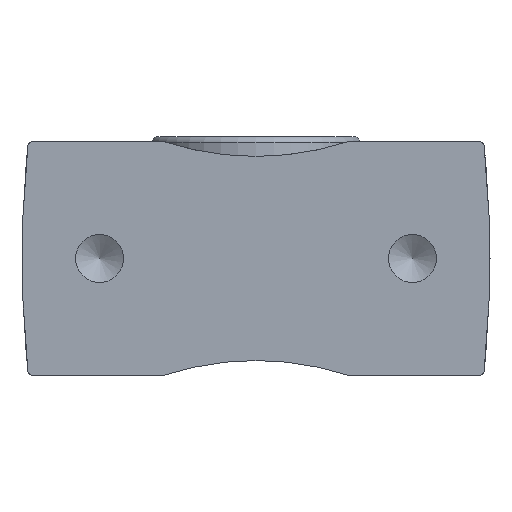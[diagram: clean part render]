
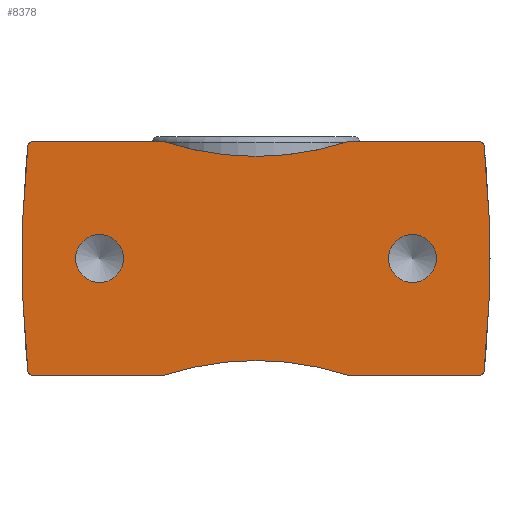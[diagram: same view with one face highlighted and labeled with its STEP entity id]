
A CAD part, front view. The second image highlights one B-rep face of the part: STEP entity #8378.
In plain terms, the highlighted face is planar.
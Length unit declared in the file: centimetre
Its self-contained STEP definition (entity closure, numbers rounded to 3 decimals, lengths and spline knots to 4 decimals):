
#3160=CARTESIAN_POINT('',(-0.3899,-2.54,0.));
#3161=VERTEX_POINT('',#3160);
#3171=CARTESIAN_POINT('',(0.3899,-2.54,0.));
#3172=VERTEX_POINT('',#3171);
#3173=CARTESIAN_POINT('',(0.,-2.54,0.));
#3174=DIRECTION('',(0.,0.,1.));
#3175=DIRECTION('',(1.,0.,-0.));
#3176=AXIS2_PLACEMENT_3D('',#3173,#3174,#3175);
#3177=CIRCLE('',#3176,0.3899);
#3178=EDGE_CURVE('',#3172,#3161,#3177,.T.);
#3180=CARTESIAN_POINT('',(0.,-2.54,0.));
#3181=DIRECTION('',(0.,0.,1.));
#3182=DIRECTION('',(1.,0.,-0.));
#3183=AXIS2_PLACEMENT_3D('',#3180,#3181,#3182);
#3184=CIRCLE('',#3183,0.3899);
#3185=EDGE_CURVE('',#3161,#3172,#3184,.T.);
#3230=CARTESIAN_POINT('',(-0.3899,2.54,0.));
#3231=VERTEX_POINT('',#3230);
#3241=CARTESIAN_POINT('',(0.3899,2.54,0.));
#3242=VERTEX_POINT('',#3241);
#3243=CARTESIAN_POINT('',(0.,2.54,0.));
#3244=DIRECTION('',(0.,0.,1.));
#3245=DIRECTION('',(1.,0.,-0.));
#3246=AXIS2_PLACEMENT_3D('',#3243,#3244,#3245);
#3247=CIRCLE('',#3246,0.3899);
#3248=EDGE_CURVE('',#3242,#3231,#3247,.T.);
#3250=CARTESIAN_POINT('',(0.,2.54,0.));
#3251=DIRECTION('',(0.,0.,1.));
#3252=DIRECTION('',(1.,0.,-0.));
#3253=AXIS2_PLACEMENT_3D('',#3250,#3251,#3252);
#3254=CIRCLE('',#3253,0.3899);
#3255=EDGE_CURVE('',#3231,#3242,#3254,.T.);
#6499=CARTESIAN_POINT('',(1.8203,3.7053,0.));
#6500=VERTEX_POINT('',#6499);
#6507=CARTESIAN_POINT('',(-1.8203,3.7053,0.));
#6508=VERTEX_POINT('',#6507);
#6509=CARTESIAN_POINT('',(-0.,-13.744,0.));
#6510=DIRECTION('',(0.,0.,-1.));
#6511=DIRECTION('',(-1.,0.,0.));
#6512=AXIS2_PLACEMENT_3D('',#6509,#6510,#6511);
#6513=CIRCLE('',#6512,17.544);
#6514=EDGE_CURVE('',#6508,#6500,#6513,.T.);
#6543=CARTESIAN_POINT('',(1.9,3.6169,0.));
#6544=VERTEX_POINT('',#6543);
#6551=CARTESIAN_POINT('',(1.8111,3.6169,0.));
#6552=DIRECTION('',(0.,-0.,1.));
#6553=DIRECTION('',(0.743,0.669,0.));
#6554=AXIS2_PLACEMENT_3D('',#6551,#6552,#6553);
#6555=CIRCLE('',#6554,0.0889);
#6556=EDGE_CURVE('',#6544,#6500,#6555,.T.);
#6568=CARTESIAN_POINT('',(1.9,1.5,0.));
#6569=VERTEX_POINT('',#6568);
#6576=CARTESIAN_POINT('',(1.9,12348.6968,0.));
#6577=DIRECTION('',(0.,-1.,0.));
#6578=VECTOR('',#6577,24690.);
#6579=LINE('',#6576,#6578);
#6580=EDGE_CURVE('',#6544,#6569,#6579,.T.);
#6593=CARTESIAN_POINT('',(1.6576,0.,0.));
#6594=VERTEX_POINT('',#6593);
#6652=CARTESIAN_POINT('',(1.9,-1.5,0.));
#6653=VERTEX_POINT('',#6652);
#6660=CARTESIAN_POINT('',(6.4201,0.,0.));
#6661=DIRECTION('',(0.,0.,1.));
#6662=DIRECTION('',(1.,0.,-0.));
#6663=AXIS2_PLACEMENT_3D('',#6660,#6661,#6662);
#6664=CIRCLE('',#6663,4.7625);
#6665=EDGE_CURVE('',#6594,#6653,#6664,.T.);
#7382=CARTESIAN_POINT('',(-1.6576,-0.,0.));
#7383=VERTEX_POINT('',#7382);
#7392=CARTESIAN_POINT('',(-1.9,1.5,0.));
#7393=VERTEX_POINT('',#7392);
#7400=CARTESIAN_POINT('',(-6.4201,0.,0.));
#7401=DIRECTION('',(0.,0.,1.));
#7402=DIRECTION('',(-1.,0.,0.));
#7403=AXIS2_PLACEMENT_3D('',#7400,#7401,#7402);
#7404=CIRCLE('',#7403,4.7625);
#7405=EDGE_CURVE('',#7383,#7393,#7404,.T.);
#7416=CARTESIAN_POINT('',(-1.9,3.6169,0.));
#7417=VERTEX_POINT('',#7416);
#7424=CARTESIAN_POINT('',(-1.9,12348.6968,0.));
#7425=DIRECTION('',(0.,-1.,0.));
#7426=VECTOR('',#7425,24690.);
#7427=LINE('',#7424,#7426);
#7428=EDGE_CURVE('',#7417,#7393,#7427,.T.);
#7441=CARTESIAN_POINT('',(-1.8111,3.6169,0.));
#7442=DIRECTION('',(0.,0.,1.));
#7443=DIRECTION('',(-0.743,0.669,0.));
#7444=AXIS2_PLACEMENT_3D('',#7441,#7442,#7443);
#7445=CIRCLE('',#7444,0.0889);
#7446=EDGE_CURVE('',#6508,#7417,#7445,.T.);
#8113=CARTESIAN_POINT('',(1.9,-3.6169,0.));
#8114=VERTEX_POINT('',#8113);
#8121=CARTESIAN_POINT('',(1.9,12348.6968,0.));
#8122=DIRECTION('',(0.,-1.,0.));
#8123=VECTOR('',#8122,24690.);
#8124=LINE('',#8121,#8123);
#8125=EDGE_CURVE('',#6653,#8114,#8124,.T.);
#8137=CARTESIAN_POINT('',(1.8203,-3.7053,0.));
#8138=VERTEX_POINT('',#8137);
#8145=CARTESIAN_POINT('',(1.8111,-3.6169,0.));
#8146=DIRECTION('',(0.,0.,1.));
#8147=DIRECTION('',(0.743,-0.669,0.));
#8148=AXIS2_PLACEMENT_3D('',#8145,#8146,#8147);
#8149=CIRCLE('',#8148,0.0889);
#8150=EDGE_CURVE('',#8138,#8114,#8149,.T.);
#8268=CARTESIAN_POINT('',(-1.8203,-3.7053,0.));
#8269=VERTEX_POINT('',#8268);
#8276=CARTESIAN_POINT('',(0.,13.744,0.));
#8277=DIRECTION('',(0.,0.,-1.));
#8278=DIRECTION('',(1.,0.,0.));
#8279=AXIS2_PLACEMENT_3D('',#8276,#8277,#8278);
#8280=CIRCLE('',#8279,17.544);
#8281=EDGE_CURVE('',#8138,#8269,#8280,.T.);
#8294=CARTESIAN_POINT('',(-1.9,-3.6169,0.));
#8295=VERTEX_POINT('',#8294);
#8302=CARTESIAN_POINT('',(-1.8111,-3.6169,0.));
#8303=DIRECTION('',(0.,0.,1.));
#8304=DIRECTION('',(-0.743,-0.669,0.));
#8305=AXIS2_PLACEMENT_3D('',#8302,#8303,#8304);
#8306=CIRCLE('',#8305,0.0889);
#8307=EDGE_CURVE('',#8295,#8269,#8306,.T.);
#8319=CARTESIAN_POINT('',(-1.9,-1.5,0.));
#8320=VERTEX_POINT('',#8319);
#8327=CARTESIAN_POINT('',(-1.9,12348.6968,0.));
#8328=DIRECTION('',(0.,-1.,0.));
#8329=VECTOR('',#8328,24690.);
#8330=LINE('',#8327,#8329);
#8331=EDGE_CURVE('',#8320,#8295,#8330,.T.);
#8337=CARTESIAN_POINT('',(0.9415,1.8777,0.));
#8338=DIRECTION('',(0.,0.,1.));
#8339=DIRECTION('',(1.,0.,0.));
#8340=AXIS2_PLACEMENT_3D('',#8337,#8338,#8339);
#8341=PLANE('',#8340);
#8342=ORIENTED_EDGE('',*,*,#3178,.T.);
#8343=ORIENTED_EDGE('',*,*,#3185,.T.);
#8344=EDGE_LOOP('',(#8342,#8343));
#8345=FACE_BOUND('',#8344,.T.);
#8346=ORIENTED_EDGE('',*,*,#3248,.T.);
#8347=ORIENTED_EDGE('',*,*,#3255,.T.);
#8348=EDGE_LOOP('',(#8346,#8347));
#8349=FACE_BOUND('',#8348,.T.);
#8350=ORIENTED_EDGE('',*,*,#8307,.F.);
#8351=ORIENTED_EDGE('',*,*,#8331,.F.);
#8352=CARTESIAN_POINT('',(-6.4201,0.,0.));
#8353=DIRECTION('',(0.,0.,1.));
#8354=DIRECTION('',(-1.,0.,0.));
#8355=AXIS2_PLACEMENT_3D('',#8352,#8353,#8354);
#8356=CIRCLE('',#8355,4.7625);
#8357=EDGE_CURVE('',#8320,#7383,#8356,.T.);
#8358=ORIENTED_EDGE('',*,*,#8357,.T.);
#8359=ORIENTED_EDGE('',*,*,#7405,.T.);
#8360=ORIENTED_EDGE('',*,*,#7428,.F.);
#8361=ORIENTED_EDGE('',*,*,#7446,.F.);
#8362=ORIENTED_EDGE('',*,*,#6514,.T.);
#8363=ORIENTED_EDGE('',*,*,#6556,.F.);
#8364=ORIENTED_EDGE('',*,*,#6580,.T.);
#8365=CARTESIAN_POINT('',(6.4201,0.,0.));
#8366=DIRECTION('',(0.,0.,1.));
#8367=DIRECTION('',(1.,0.,-0.));
#8368=AXIS2_PLACEMENT_3D('',#8365,#8366,#8367);
#8369=CIRCLE('',#8368,4.7625);
#8370=EDGE_CURVE('',#6569,#6594,#8369,.T.);
#8371=ORIENTED_EDGE('',*,*,#8370,.T.);
#8372=ORIENTED_EDGE('',*,*,#6665,.T.);
#8373=ORIENTED_EDGE('',*,*,#8125,.T.);
#8374=ORIENTED_EDGE('',*,*,#8150,.F.);
#8375=ORIENTED_EDGE('',*,*,#8281,.T.);
#8376=EDGE_LOOP('',(#8350,#8351,#8358,#8359,#8360,#8361,#8362,#8363,#8364,#8371,#8372,#8373,#8374,#8375));
#8377=FACE_BOUND('',#8376,.T.);
#8378=ADVANCED_FACE('',(#8345,#8349,#8377),#8341,.F.);
